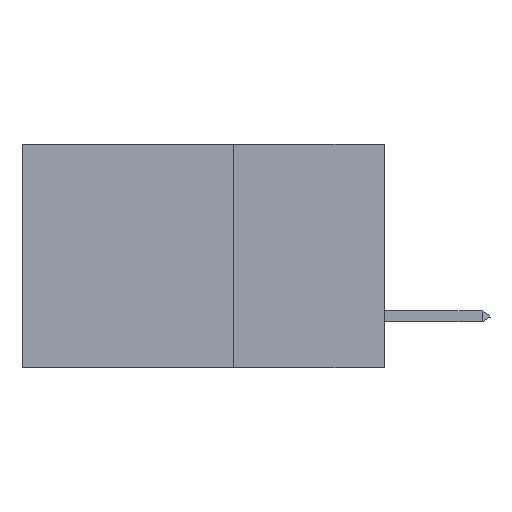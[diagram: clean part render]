
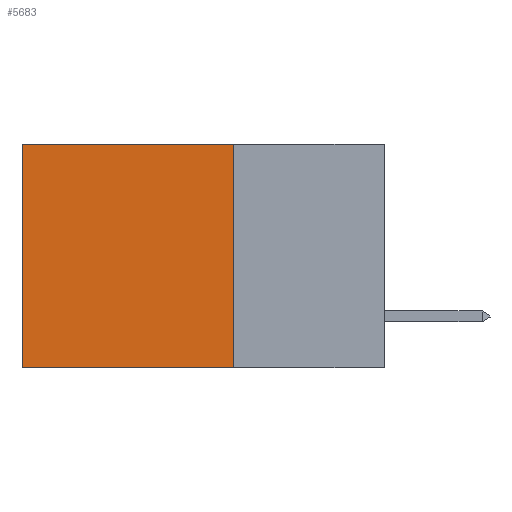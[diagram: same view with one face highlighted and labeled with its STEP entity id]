
A CAD part, left-side view. The second image highlights one B-rep face of the part: STEP entity #5683.
In plain terms, the highlighted planar face has unit normal (-1, 0, 0).
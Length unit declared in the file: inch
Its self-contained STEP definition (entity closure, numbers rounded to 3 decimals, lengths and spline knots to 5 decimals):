
#132 = DIRECTION ( 'NONE',  ( 1., 0., 0. ) ) ;
#408 = VECTOR ( 'NONE', #5013, 39.37008 ) ;
#892 = LINE ( 'NONE', #9095, #408 ) ;
#962 = ORIENTED_EDGE ( 'NONE', *, *, #5008, .F. ) ;
#1643 = ORIENTED_EDGE ( 'NONE', *, *, #3245, .T. ) ;
#2085 = PLANE ( 'NONE',  #5510 ) ;
#2832 = VECTOR ( 'NONE', #9774, 39.37008 ) ;
#2863 = VERTEX_POINT ( 'NONE', #5178 ) ;
#3245 = EDGE_CURVE ( 'NONE', #11082, #2863, #12690, .T. ) ;
#3574 = VERTEX_POINT ( 'NONE', #11665 ) ;
#3701 = ORIENTED_EDGE ( 'NONE', *, *, #11984, .F. ) ;
#4233 = EDGE_CURVE ( 'NONE', #10547, #11082, #7300, .T. ) ;
#4714 = CARTESIAN_POINT ( 'NONE',  ( 0.2875, 0.6, 0. ) ) ;
#4900 = VECTOR ( 'NONE', #5021, 39.37008 ) ;
#5008 = EDGE_CURVE ( 'NONE', #3574, #2863, #7446, .T. ) ;
#5013 = DIRECTION ( 'NONE',  ( 0., 0., -1. ) ) ;
#5021 = DIRECTION ( 'NONE',  ( 0., 1., 0. ) ) ;
#5178 = CARTESIAN_POINT ( 'NONE',  ( 0.2875, 0.6, -0.37 ) ) ;
#5510 = AXIS2_PLACEMENT_3D ( 'NONE', #9209, #132, #9328 ) ;
#5683 = ADVANCED_FACE ( 'NONE', ( #8846 ), #2085, .F. ) ;
#6730 = CARTESIAN_POINT ( 'NONE',  ( 0.2875, 0.6, 0. ) ) ;
#7300 = LINE ( 'NONE', #8060, #4900 ) ;
#7446 = LINE ( 'NONE', #11421, #8721 ) ;
#8060 = CARTESIAN_POINT ( 'NONE',  ( 0.2875, 0.25, 0. ) ) ;
#8602 = ORIENTED_EDGE ( 'NONE', *, *, #4233, .T. ) ;
#8721 = VECTOR ( 'NONE', #12449, 39.37008 ) ;
#8746 = EDGE_LOOP ( 'NONE', ( #1643, #962, #3701, #8602 ) ) ;
#8846 = FACE_OUTER_BOUND ( 'NONE', #8746, .T. ) ;
#9095 = CARTESIAN_POINT ( 'NONE',  ( 0.2875, 0.25, 0. ) ) ;
#9209 = CARTESIAN_POINT ( 'NONE',  ( 0.2875, 0.25, 0. ) ) ;
#9328 = DIRECTION ( 'NONE',  ( 0., 0., -1. ) ) ;
#9651 = CARTESIAN_POINT ( 'NONE',  ( 0.2875, 0.25, 0. ) ) ;
#9774 = DIRECTION ( 'NONE',  ( 0., 0., -1. ) ) ;
#10547 = VERTEX_POINT ( 'NONE', #9651 ) ;
#11082 = VERTEX_POINT ( 'NONE', #4714 ) ;
#11421 = CARTESIAN_POINT ( 'NONE',  ( 0.2875, 0.25, -0.37 ) ) ;
#11665 = CARTESIAN_POINT ( 'NONE',  ( 0.2875, 0.25, -0.37 ) ) ;
#11984 = EDGE_CURVE ( 'NONE', #10547, #3574, #892, .T. ) ;
#12449 = DIRECTION ( 'NONE',  ( 0., 1., 0. ) ) ;
#12690 = LINE ( 'NONE', #6730, #2832 ) ;
